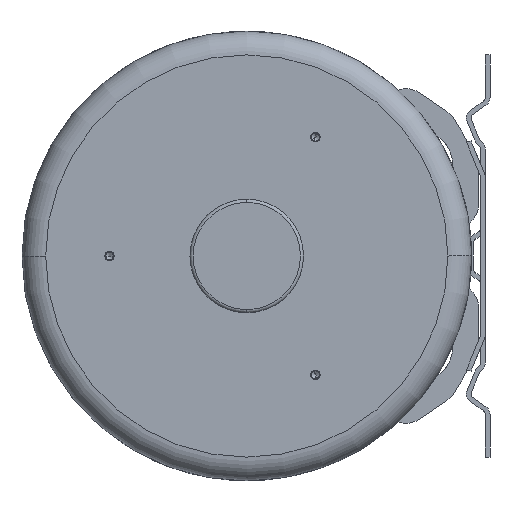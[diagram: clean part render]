
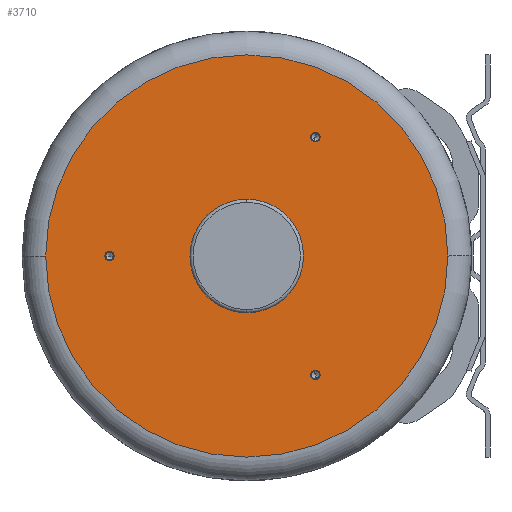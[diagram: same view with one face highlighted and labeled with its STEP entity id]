
A CAD part, left-side view. The second image highlights one B-rep face of the part: STEP entity #3710.
In plain terms, the highlighted planar face has unit normal (-1, 0, 0).
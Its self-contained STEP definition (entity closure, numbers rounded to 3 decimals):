
#480=CARTESIAN_POINT('',(-73.5,0.,0.));
#481=DIRECTION('',(-1.,0.,0.));
#482=DIRECTION('',(0.,0.,1.));
#483=AXIS2_PLACEMENT_3D('',#480,#481,#482);
#485=CARTESIAN_POINT('',(-73.5,0.,0.));
#486=DIRECTION('',(-1.,0.,0.));
#487=DIRECTION('',(0.,0.,-1.));
#488=AXIS2_PLACEMENT_3D('',#485,#486,#487);
#490=CARTESIAN_POINT('',(-73.5,87.,0.));
#491=DIRECTION('',(-1.,0.,0.));
#492=DIRECTION('',(0.,1.,0.));
#493=AXIS2_PLACEMENT_3D('',#490,#491,#492);
#495=CARTESIAN_POINT('',(-73.5,87.,0.));
#496=DIRECTION('',(-1.,0.,0.));
#497=DIRECTION('',(0.,-1.,0.));
#498=AXIS2_PLACEMENT_3D('',#495,#496,#497);
#500=CARTESIAN_POINT('',(-73.5,-43.5,75.344));
#501=DIRECTION('',(-1.,0.,0.));
#502=DIRECTION('',(0.,-0.5,0.866));
#503=AXIS2_PLACEMENT_3D('',#500,#501,#502);
#505=CARTESIAN_POINT('',(-73.5,-43.5,75.344));
#506=DIRECTION('',(-1.,0.,0.));
#507=DIRECTION('',(0.,0.5,-0.866));
#508=AXIS2_PLACEMENT_3D('',#505,#506,#507);
#510=CARTESIAN_POINT('',(-73.5,-43.5,-75.344));
#511=DIRECTION('',(-1.,0.,0.));
#512=DIRECTION('',(0.,-0.5,-0.866));
#513=AXIS2_PLACEMENT_3D('',#510,#511,#512);
#515=CARTESIAN_POINT('',(-73.5,-43.5,-75.344));
#516=DIRECTION('',(-1.,0.,0.));
#517=DIRECTION('',(0.,0.5,0.866));
#518=AXIS2_PLACEMENT_3D('',#515,#516,#517);
#520=CARTESIAN_POINT('',(-73.5,0.,0.));
#521=DIRECTION('',(-1.,0.,0.));
#522=DIRECTION('',(0.,1.,0.));
#523=AXIS2_PLACEMENT_3D('',#520,#521,#522);
#525=CARTESIAN_POINT('',(-73.5,0.,0.));
#526=DIRECTION('',(-1.,0.,0.));
#527=DIRECTION('',(0.,-1.,0.));
#528=AXIS2_PLACEMENT_3D('',#525,#526,#527);
#2412=CARTESIAN_POINT('',(-73.5,89.5,0.));
#2413=CARTESIAN_POINT('',(-73.5,84.5,0.));
#2414=VERTEX_POINT('',#2412);
#2415=VERTEX_POINT('',#2413);
#2422=CARTESIAN_POINT('',(-73.5,-44.75,77.509));
#2423=CARTESIAN_POINT('',(-73.5,-42.25,73.179));
#2424=VERTEX_POINT('',#2422);
#2425=VERTEX_POINT('',#2423);
#2432=CARTESIAN_POINT('',(-73.5,-44.75,-77.509));
#2433=CARTESIAN_POINT('',(-73.5,-42.25,-73.179));
#2434=VERTEX_POINT('',#2432);
#2435=VERTEX_POINT('',#2433);
#2456=CARTESIAN_POINT('',(-73.5,0.,36.));
#2457=CARTESIAN_POINT('',(-73.5,0.,-36.));
#2458=VERTEX_POINT('',#2456);
#2459=VERTEX_POINT('',#2457);
#3056=CARTESIAN_POINT('',(-73.5,127.5,0.));
#3057=CARTESIAN_POINT('',(-73.5,-127.5,0.));
#3058=VERTEX_POINT('',#3056);
#3059=VERTEX_POINT('',#3057);
#3676=CARTESIAN_POINT('',(-73.5,0.,0.));
#3677=DIRECTION('',(1.,0.,0.));
#3678=DIRECTION('',(0.,-1.,0.));
#3679=AXIS2_PLACEMENT_3D('',#3676,#3677,#3678);
#3680=PLANE('',#3679);
#3682=ORIENTED_EDGE('',*,*,#3681,.F.);
#3683=ORIENTED_EDGE('',*,*,#3666,.F.);
#3684=EDGE_LOOP('',(#3682,#3683));
#3685=FACE_OUTER_BOUND('',#3684,.F.);
#3687=ORIENTED_EDGE('',*,*,#3686,.T.);
#3689=ORIENTED_EDGE('',*,*,#3688,.T.);
#3690=EDGE_LOOP('',(#3687,#3689));
#3691=FACE_BOUND('',#3690,.F.);
#3693=ORIENTED_EDGE('',*,*,#3692,.T.);
#3695=ORIENTED_EDGE('',*,*,#3694,.T.);
#3696=EDGE_LOOP('',(#3693,#3695));
#3697=FACE_BOUND('',#3696,.F.);
#3699=ORIENTED_EDGE('',*,*,#3698,.T.);
#3701=ORIENTED_EDGE('',*,*,#3700,.T.);
#3702=EDGE_LOOP('',(#3699,#3701));
#3703=FACE_BOUND('',#3702,.F.);
#3705=ORIENTED_EDGE('',*,*,#3704,.T.);
#3707=ORIENTED_EDGE('',*,*,#3706,.T.);
#3708=EDGE_LOOP('',(#3705,#3707));
#3709=FACE_BOUND('',#3708,.F.);
#3710=ADVANCED_FACE('',(#3685,#3691,#3697,#3703,#3709),#3680,.F.);
#484=CIRCLE('',#483,36.);
#489=CIRCLE('',#488,36.);
#494=CIRCLE('',#493,2.5);
#499=CIRCLE('',#498,2.5);
#504=CIRCLE('',#503,2.5);
#509=CIRCLE('',#508,2.5);
#514=CIRCLE('',#513,2.5);
#519=CIRCLE('',#518,2.5);
#524=CIRCLE('',#523,127.5);
#529=CIRCLE('',#528,127.5);
#3666=EDGE_CURVE('',#3059,#3058,#529,.T.);
#3681=EDGE_CURVE('',#3058,#3059,#524,.T.);
#3686=EDGE_CURVE('',#2414,#2415,#494,.T.);
#3688=EDGE_CURVE('',#2415,#2414,#499,.T.);
#3692=EDGE_CURVE('',#2424,#2425,#504,.T.);
#3694=EDGE_CURVE('',#2425,#2424,#509,.T.);
#3698=EDGE_CURVE('',#2434,#2435,#514,.T.);
#3700=EDGE_CURVE('',#2435,#2434,#519,.T.);
#3704=EDGE_CURVE('',#2458,#2459,#484,.T.);
#3706=EDGE_CURVE('',#2459,#2458,#489,.T.);
